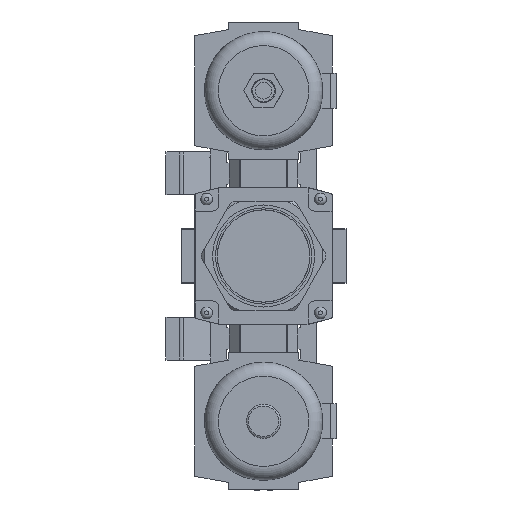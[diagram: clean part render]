
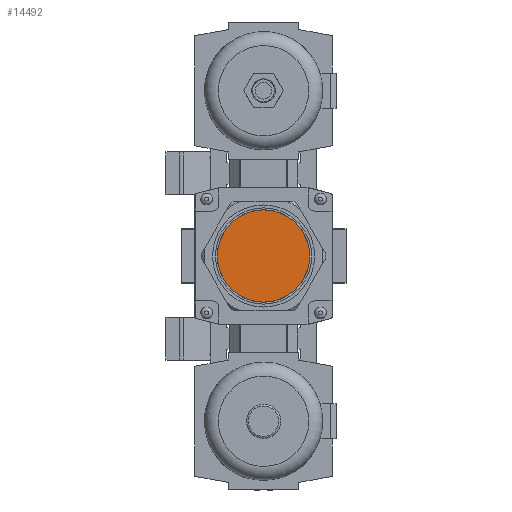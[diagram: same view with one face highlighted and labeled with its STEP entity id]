
A CAD part, front view. The second image highlights one B-rep face of the part: STEP entity #14492.
In plain terms, the highlighted face is planar.
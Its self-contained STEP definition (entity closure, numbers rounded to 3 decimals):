
#357=PLANE('',#17208);
#5794=ORIENTED_EDGE('',*,*,#9074,.F.);
#9074=EDGE_CURVE('',#10848,#10848,#11725,.T.);
#10848=VERTEX_POINT('',#24447);
#11725=CIRCLE('',#17209,23.5);
#12399=EDGE_LOOP('',(#5794));
#13394=FACE_BOUND('',#12399,.T.);
#14492=ADVANCED_FACE('',(#13394),#357,.F.);
#17208=AXIS2_PLACEMENT_3D('',#24445,#19949,#19950);
#17209=AXIS2_PLACEMENT_3D('',#24446,#19951,#19952);
#19949=DIRECTION('',(0.,-1.,0.));
#19950=DIRECTION('',(0.,0.,-1.));
#19951=DIRECTION('',(0.,-1.,0.));
#19952=DIRECTION('',(0.,0.,-1.));
#24445=CARTESIAN_POINT('',(0.,63.3,0.));
#24446=CARTESIAN_POINT('',(0.,63.3,0.));
#24447=CARTESIAN_POINT('',(0.,63.3,-23.5));
